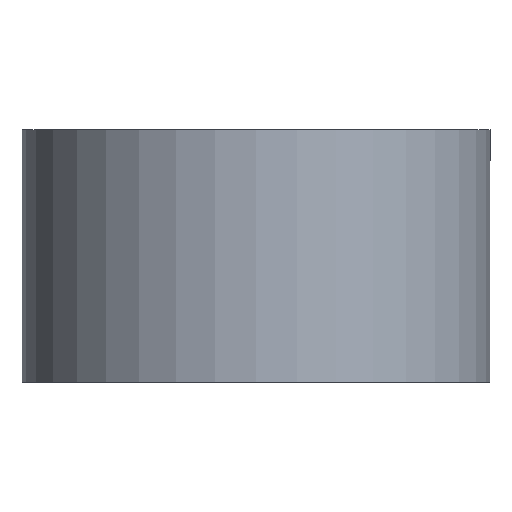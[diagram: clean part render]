
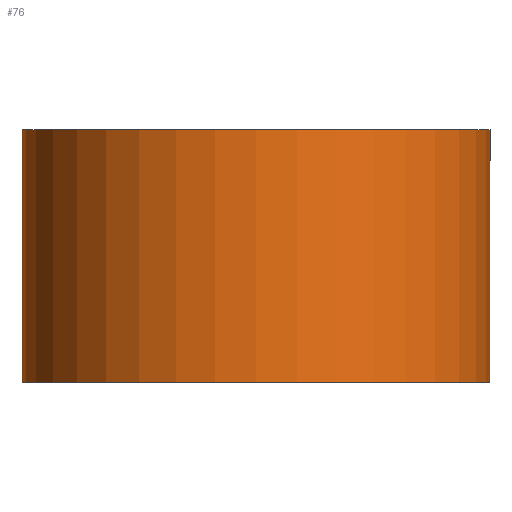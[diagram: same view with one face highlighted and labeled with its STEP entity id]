
A CAD part, front view. The second image highlights one B-rep face of the part: STEP entity #76.
In plain terms, the highlighted cylindrical face has radius 2.5 mm (diameter 5 mm), a partial arc.
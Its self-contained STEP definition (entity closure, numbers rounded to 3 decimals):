
#4 = VERTEX_POINT ( 'NONE', #141 ) ;
#5 = ORIENTED_EDGE ( 'NONE', *, *, #66, .F. ) ;
#12 = EDGE_CURVE ( 'NONE', #4, #133, #161, .T. ) ;
#13 = FACE_OUTER_BOUND ( 'NONE', #55, .T. ) ;
#14 = DIRECTION ( 'NONE',  ( 0., 0., 1. ) ) ;
#24 = EDGE_CURVE ( 'NONE', #4, #41, #121, .T. ) ;
#25 = AXIS2_PLACEMENT_3D ( 'NONE', #46, #194, #51 ) ;
#30 = CYLINDRICAL_SURFACE ( 'NONE', #25, 2.5 ) ;
#40 = AXIS2_PLACEMENT_3D ( 'NONE', #213, #119, #159 ) ;
#41 = VERTEX_POINT ( 'NONE', #147 ) ;
#46 = CARTESIAN_POINT ( 'NONE',  ( 0., 0., 20.7 ) ) ;
#48 = CARTESIAN_POINT ( 'NONE',  ( -2.5, 0., 20.7 ) ) ;
#51 = DIRECTION ( 'NONE',  ( 1., 0., 0. ) ) ;
#53 = CARTESIAN_POINT ( 'NONE',  ( 2.5, 0., 0. ) ) ;
#55 = EDGE_LOOP ( 'NONE', ( #111, #61, #214, #5 ) ) ;
#58 = DIRECTION ( 'NONE',  ( 0., 0., 1. ) ) ;
#61 = ORIENTED_EDGE ( 'NONE', *, *, #12, .T. ) ;
#63 = CARTESIAN_POINT ( 'NONE',  ( 2.5, 0., -2.7 ) ) ;
#66 = EDGE_CURVE ( 'NONE', #41, #176, #125, .T. ) ;
#76 = ADVANCED_FACE ( 'NONE', ( #13 ), #30, .T. ) ;
#92 = CARTESIAN_POINT ( 'NONE',  ( 2.5, 0., 20.7 ) ) ;
#102 = AXIS2_PLACEMENT_3D ( 'NONE', #107, #106, #146 ) ;
#106 = DIRECTION ( 'NONE',  ( 0., 0., 1. ) ) ;
#107 = CARTESIAN_POINT ( 'NONE',  ( 0., 0., -2.7 ) ) ;
#111 = ORIENTED_EDGE ( 'NONE', *, *, #24, .F. ) ;
#119 = DIRECTION ( 'NONE',  ( 0., 0., 1. ) ) ;
#121 = LINE ( 'NONE', #48, #202 ) ;
#125 = CIRCLE ( 'NONE', #40, 2.5 ) ;
#133 = VERTEX_POINT ( 'NONE', #63 ) ;
#141 = CARTESIAN_POINT ( 'NONE',  ( -2.5, 0., -2.7 ) ) ;
#146 = DIRECTION ( 'NONE',  ( 1., 0., 0. ) ) ;
#147 = CARTESIAN_POINT ( 'NONE',  ( -2.5, 0., 0. ) ) ;
#159 = DIRECTION ( 'NONE',  ( 1., 0., 0. ) ) ;
#161 = CIRCLE ( 'NONE', #102, 2.5 ) ;
#173 = LINE ( 'NONE', #92, #212 ) ;
#176 = VERTEX_POINT ( 'NONE', #53 ) ;
#182 = EDGE_CURVE ( 'NONE', #133, #176, #173, .T. ) ;
#194 = DIRECTION ( 'NONE',  ( 0., 0., 1. ) ) ;
#202 = VECTOR ( 'NONE', #14, 1000. ) ;
#212 = VECTOR ( 'NONE', #58, 1000. ) ;
#213 = CARTESIAN_POINT ( 'NONE',  ( 0., 0., 0. ) ) ;
#214 = ORIENTED_EDGE ( 'NONE', *, *, #182, .T. ) ;
